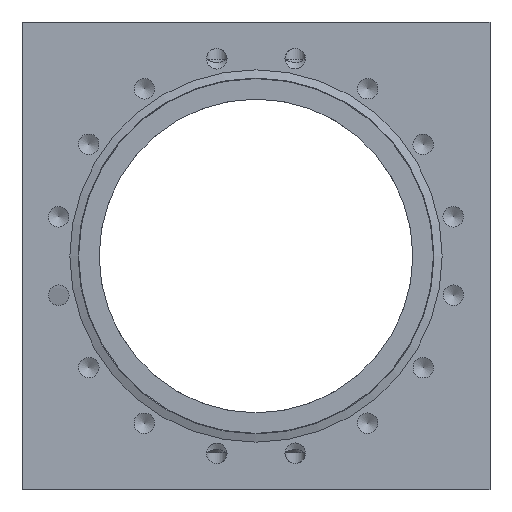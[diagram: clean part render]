
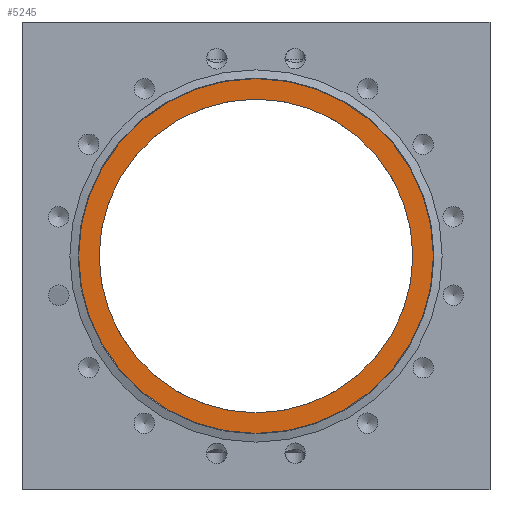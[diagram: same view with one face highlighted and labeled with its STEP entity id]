
A CAD part, left-side view. The second image highlights one B-rep face of the part: STEP entity #5245.
In plain terms, the highlighted planar face has unit normal (-1, 0, 0).
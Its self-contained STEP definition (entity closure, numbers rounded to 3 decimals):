
#17=FACE_BOUND('',#842,.T.);
#125=PLANE('',#5857);
#547=FACE_OUTER_BOUND('',#841,.T.);
#841=EDGE_LOOP('',(#4096,#4097));
#842=EDGE_LOOP('',(#4098));
#1760=CIRCLE('',#5855,57.464);
#1761=CIRCLE('',#5856,57.464);
#1762=CIRCLE('',#5858,50.8);
#2282=VERTEX_POINT('',#9247);
#2283=VERTEX_POINT('',#9249);
#2284=VERTEX_POINT('',#9253);
#2990=EDGE_CURVE('',#2282,#2283,#1760,.T.);
#2991=EDGE_CURVE('',#2283,#2282,#1761,.T.);
#2992=EDGE_CURVE('',#2284,#2284,#1762,.T.);
#4096=ORIENTED_EDGE('',*,*,#2991,.F.);
#4097=ORIENTED_EDGE('',*,*,#2990,.F.);
#4098=ORIENTED_EDGE('',*,*,#2992,.F.);
#5245=ADVANCED_FACE('',(#547,#17),#125,.F.);
#5855=AXIS2_PLACEMENT_3D('',#9250,#7250,#7251);
#5856=AXIS2_PLACEMENT_3D('',#9251,#7252,#7253);
#5857=AXIS2_PLACEMENT_3D('',#9252,#7254,#7255);
#5858=AXIS2_PLACEMENT_3D('',#9254,#7256,#7257);
#7250=DIRECTION('center_axis',(1.,0.,0.));
#7251=DIRECTION('ref_axis',(0.,1.,0.));
#7252=DIRECTION('center_axis',(1.,0.,0.));
#7253=DIRECTION('ref_axis',(0.,1.,0.));
#7254=DIRECTION('center_axis',(1.,0.,0.));
#7255=DIRECTION('ref_axis',(0.,0.,-1.));
#7256=DIRECTION('center_axis',(-1.,0.,0.));
#7257=DIRECTION('ref_axis',(0.,0.,1.));
#9247=CARTESIAN_POINT('',(-74.63,57.464,-75.8));
#9249=CARTESIAN_POINT('',(-74.63,-57.464,-75.8));
#9250=CARTESIAN_POINT('Origin',(-74.63,0.,-75.8));
#9251=CARTESIAN_POINT('Origin',(-74.63,0.,-75.8));
#9252=CARTESIAN_POINT('Origin',(-74.63,0.,-75.8));
#9253=CARTESIAN_POINT('',(-74.63,0.,-126.6));
#9254=CARTESIAN_POINT('Origin',(-74.63,0.,-75.8));
